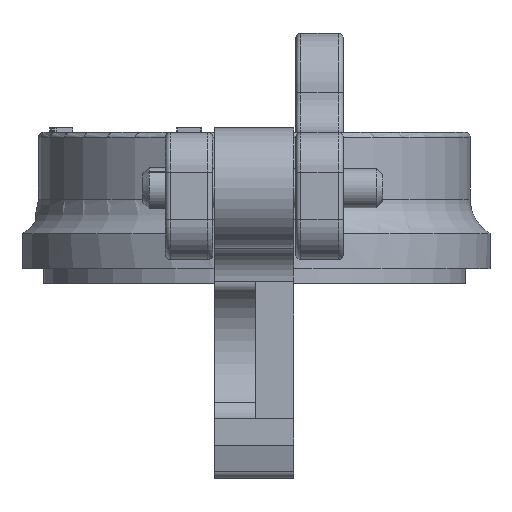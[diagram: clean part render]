
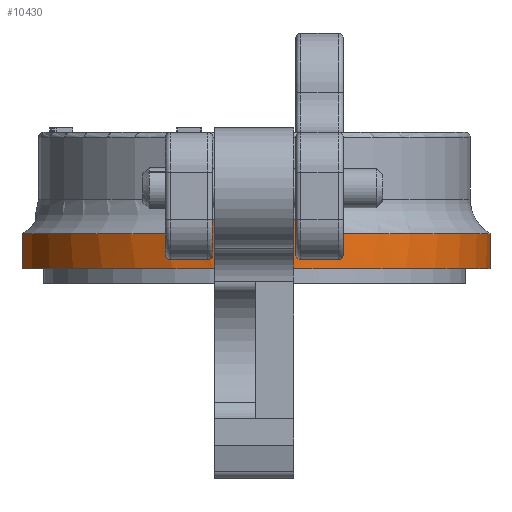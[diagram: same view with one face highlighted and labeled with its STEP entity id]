
A CAD part, left-side view. The second image highlights one B-rep face of the part: STEP entity #10430.
In plain terms, the highlighted cylindrical face has radius 37.719 mm (diameter 75.438 mm), a partial arc.
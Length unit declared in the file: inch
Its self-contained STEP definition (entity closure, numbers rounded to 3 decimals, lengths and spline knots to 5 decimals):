
#897=LINE('',#14519,#1940);
#898=LINE('',#14522,#1941);
#899=LINE('',#14524,#1942);
#900=LINE('',#14528,#1943);
#901=LINE('',#14532,#1944);
#902=LINE('',#14536,#1945);
#1940=VECTOR('',#11890,0.08651);
#1941=VECTOR('',#11893,0.08651);
#1942=VECTOR('',#11894,0.08651);
#1943=VECTOR('',#11897,0.22349);
#1944=VECTOR('',#11900,0.22349);
#1945=VECTOR('',#11903,0.08651);
#3077=FACE_OUTER_BOUND('',#3703,.T.);
#3703=EDGE_LOOP('',(#7270,#7271,#7272,#7273,#7274,#7275,#7276,#7277,#7278,
#7279,#7280,#7281));
#4416=CIRCLE('',#11066,1.485);
#4427=CIRCLE('',#11082,1.485);
#4428=CIRCLE('',#11083,1.485);
#4429=CIRCLE('',#11084,1.485);
#4430=CIRCLE('',#11085,1.485);
#4431=CIRCLE('',#11086,1.485);
#4655=VERTEX_POINT('',#14470);
#4658=VERTEX_POINT('',#14477);
#4675=VERTEX_POINT('',#14517);
#4676=VERTEX_POINT('',#14518);
#4677=VERTEX_POINT('',#14520);
#4678=VERTEX_POINT('',#14523);
#4679=VERTEX_POINT('',#14525);
#4680=VERTEX_POINT('',#14527);
#4681=VERTEX_POINT('',#14529);
#4682=VERTEX_POINT('',#14531);
#4683=VERTEX_POINT('',#14533);
#4684=VERTEX_POINT('',#14535);
#5693=EDGE_CURVE('',#4655,#4658,#4416,.T.);
#5710=EDGE_CURVE('',#4675,#4676,#897,.T.);
#5711=EDGE_CURVE('',#4677,#4675,#4427,.T.);
#5712=EDGE_CURVE('',#4655,#4677,#898,.T.);
#5713=EDGE_CURVE('',#4678,#4658,#899,.T.);
#5714=EDGE_CURVE('',#4679,#4678,#4428,.T.);
#5715=EDGE_CURVE('',#4680,#4679,#900,.T.);
#5716=EDGE_CURVE('',#4681,#4680,#4429,.T.);
#5717=EDGE_CURVE('',#4682,#4681,#901,.T.);
#5718=EDGE_CURVE('',#4683,#4682,#4430,.T.);
#5719=EDGE_CURVE('',#4684,#4683,#902,.T.);
#5720=EDGE_CURVE('',#4684,#4676,#4431,.T.);
#7270=ORIENTED_EDGE('',*,*,#5710,.F.);
#7271=ORIENTED_EDGE('',*,*,#5711,.F.);
#7272=ORIENTED_EDGE('',*,*,#5712,.F.);
#7273=ORIENTED_EDGE('',*,*,#5693,.T.);
#7274=ORIENTED_EDGE('',*,*,#5713,.F.);
#7275=ORIENTED_EDGE('',*,*,#5714,.F.);
#7276=ORIENTED_EDGE('',*,*,#5715,.F.);
#7277=ORIENTED_EDGE('',*,*,#5716,.F.);
#7278=ORIENTED_EDGE('',*,*,#5717,.F.);
#7279=ORIENTED_EDGE('',*,*,#5718,.F.);
#7280=ORIENTED_EDGE('',*,*,#5719,.F.);
#7281=ORIENTED_EDGE('',*,*,#5720,.T.);
#10331=CYLINDRICAL_SURFACE('',#11081,1.485);
#10430=ADVANCED_FACE('',(#3077),#10331,.T.);
#11066=AXIS2_PLACEMENT_3D('',#14479,#11852,#11853);
#11081=AXIS2_PLACEMENT_3D('',#14516,#11888,#11889);
#11082=AXIS2_PLACEMENT_3D('',#14521,#11891,#11892);
#11083=AXIS2_PLACEMENT_3D('',#14526,#11895,#11896);
#11084=AXIS2_PLACEMENT_3D('',#14530,#11898,#11899);
#11085=AXIS2_PLACEMENT_3D('',#14534,#11901,#11902);
#11086=AXIS2_PLACEMENT_3D('',#14537,#11904,#11905);
#11852=DIRECTION('center_axis',(0.,-1.,0.));
#11853=DIRECTION('ref_axis',(1.,0.,0.));
#11888=DIRECTION('center_axis',(0.,-1.,0.));
#11889=DIRECTION('ref_axis',(0.,0.,1.));
#11890=DIRECTION('',(0.,1.,0.));
#11891=DIRECTION('center_axis',(0.,1.,0.));
#11892=DIRECTION('ref_axis',(0.,0.,1.));
#11893=DIRECTION('',(0.,-1.,0.));
#11894=DIRECTION('',(0.,1.,0.));
#11895=DIRECTION('center_axis',(0.,1.,0.));
#11896=DIRECTION('ref_axis',(0.,0.,1.));
#11897=DIRECTION('',(0.,1.,0.));
#11898=DIRECTION('center_axis',(0.,-1.,0.));
#11899=DIRECTION('ref_axis',(0.,0.,1.));
#11900=DIRECTION('',(0.,-1.,0.));
#11901=DIRECTION('center_axis',(0.,1.,0.));
#11902=DIRECTION('ref_axis',(0.,0.,1.));
#11903=DIRECTION('',(0.,-1.,0.));
#11904=DIRECTION('center_axis',(0.,-1.,0.));
#11905=DIRECTION('ref_axis',(1.,0.,0.));
#14470=CARTESIAN_POINT('',(-1.37536,0.31,0.56));
#14477=CARTESIAN_POINT('',(-1.37536,0.31,-0.56));
#14479=CARTESIAN_POINT('Origin',(0.,0.31,0.));
#14516=CARTESIAN_POINT('Origin',(0.,0.155,0.));
#14517=CARTESIAN_POINT('',(1.37536,0.22349,0.56));
#14518=CARTESIAN_POINT('',(1.37536,0.31,0.56));
#14519=CARTESIAN_POINT('',(1.37536,0.155,0.56));
#14520=CARTESIAN_POINT('',(-1.37536,0.22349,0.56));
#14521=CARTESIAN_POINT('Origin',(0.,0.22349,0.));
#14522=CARTESIAN_POINT('',(-1.37536,0.155,0.56));
#14523=CARTESIAN_POINT('',(-1.37536,0.22349,-0.56));
#14524=CARTESIAN_POINT('',(-1.37536,0.155,-0.56));
#14525=CARTESIAN_POINT('',(-0.25,0.22349,-1.4638));
#14526=CARTESIAN_POINT('Origin',(0.,0.22349,0.));
#14527=CARTESIAN_POINT('',(-0.25,0.,-1.4638));
#14528=CARTESIAN_POINT('',(-0.25,0.155,-1.4638));
#14529=CARTESIAN_POINT('',(0.25,0.,-1.4638));
#14530=CARTESIAN_POINT('Origin',(0.,0.,0.));
#14531=CARTESIAN_POINT('',(0.25,0.22349,-1.4638));
#14532=CARTESIAN_POINT('',(0.25,0.155,-1.4638));
#14533=CARTESIAN_POINT('',(1.37536,0.22349,-0.56));
#14534=CARTESIAN_POINT('Origin',(0.,0.22349,0.));
#14535=CARTESIAN_POINT('',(1.37536,0.31,-0.56));
#14536=CARTESIAN_POINT('',(1.37536,0.155,-0.56));
#14537=CARTESIAN_POINT('Origin',(0.,0.31,0.));
